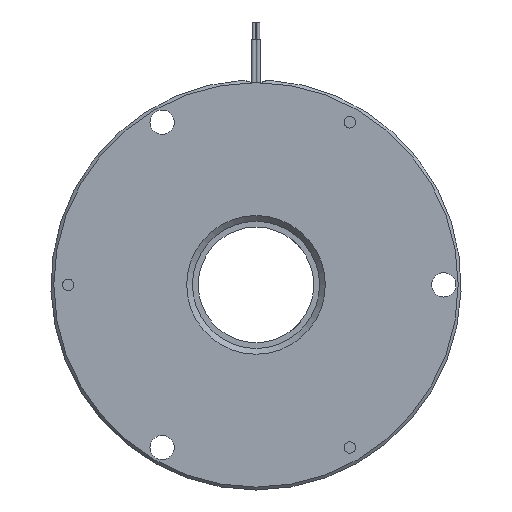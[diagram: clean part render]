
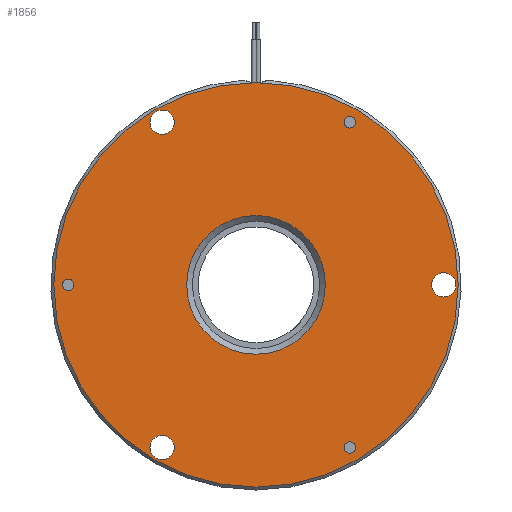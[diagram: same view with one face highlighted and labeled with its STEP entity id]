
A CAD part, left-side view. The second image highlights one B-rep face of the part: STEP entity #1856.
In plain terms, the highlighted planar face has unit normal (-1, 0, 0).
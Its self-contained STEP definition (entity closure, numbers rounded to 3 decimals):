
#17 = DIRECTION ( 'NONE',  ( -1., 0., 0. ) ) ;
#19 = AXIS2_PLACEMENT_3D ( 'NONE', #2062, #2442, #3435 ) ;
#72 = VERTEX_POINT ( 'NONE', #1132 ) ;
#89 = CIRCLE ( 'NONE', #1661, 35. ) ;
#113 = EDGE_CURVE ( 'NONE', #72, #72, #3662, .T. ) ;
#126 = DIRECTION ( 'NONE',  ( 0., 0.866, 0.5 ) ) ;
#144 = DIRECTION ( 'NONE',  ( 1., 0., 0. ) ) ;
#173 = ORIENTED_EDGE ( 'NONE', *, *, #1407, .T. ) ;
#302 = AXIS2_PLACEMENT_3D ( 'NONE', #2561, #3636, #3920 ) ;
#361 = CARTESIAN_POINT ( 'NONE',  ( 0., -32.5, 0. ) ) ;
#431 = DIRECTION ( 'NONE',  ( 1., 0., 0. ) ) ;
#477 = CARTESIAN_POINT ( 'NONE',  ( 0., 16.25, 26.046 ) ) ;
#644 = VERTEX_POINT ( 'NONE', #2755 ) ;
#652 = AXIS2_PLACEMENT_3D ( 'NONE', #3140, #2370, #1332 ) ;
#663 = EDGE_LOOP ( 'NONE', ( #2124 ) ) ;
#857 = EDGE_CURVE ( 'NONE', #2416, #2416, #3191, .T. ) ;
#922 = VERTEX_POINT ( 'NONE', #3937 ) ;
#1028 = CIRCLE ( 'NONE', #302, 2.1 ) ;
#1031 = AXIS2_PLACEMENT_3D ( 'NONE', #3572, #144, #1184 ) ;
#1132 = CARTESIAN_POINT ( 'NONE',  ( 0., 32.5, -1. ) ) ;
#1163 = ORIENTED_EDGE ( 'NONE', *, *, #1617, .T. ) ;
#1184 = DIRECTION ( 'NONE',  ( 0., 0., -1. ) ) ;
#1195 = CARTESIAN_POINT ( 'NONE',  ( 0., 32.5, 0. ) ) ;
#1201 = CARTESIAN_POINT ( 'NONE',  ( 0., -30.681, 1.05 ) ) ;
#1218 = PLANE ( 'NONE',  #2016 ) ;
#1259 = FACE_BOUND ( 'NONE', #2592, .T. ) ;
#1262 = AXIS2_PLACEMENT_3D ( 'NONE', #3500, #17, #1779 ) ;
#1280 = FACE_OUTER_BOUND ( 'NONE', #2950, .T. ) ;
#1332 = DIRECTION ( 'NONE',  ( 0., -0.866, 0.5 ) ) ;
#1371 = EDGE_LOOP ( 'NONE', ( #2157 ) ) ;
#1407 = EDGE_CURVE ( 'NONE', #644, #644, #89, .T. ) ;
#1612 = FACE_BOUND ( 'NONE', #1656, .T. ) ;
#1617 = EDGE_CURVE ( 'NONE', #3459, #3459, #2441, .T. ) ;
#1656 = EDGE_LOOP ( 'NONE', ( #3574 ) ) ;
#1661 = AXIS2_PLACEMENT_3D ( 'NONE', #1812, #3491, #3855 ) ;
#1698 = EDGE_LOOP ( 'NONE', ( #1838 ) ) ;
#1744 = AXIS2_PLACEMENT_3D ( 'NONE', #1195, #3929, #2553 ) ;
#1779 = DIRECTION ( 'NONE',  ( 0., 0., 1. ) ) ;
#1812 = CARTESIAN_POINT ( 'NONE',  ( 0., 0., 0. ) ) ;
#1833 = CARTESIAN_POINT ( 'NONE',  ( 0., -17.116, -27.646 ) ) ;
#1838 = ORIENTED_EDGE ( 'NONE', *, *, #2939, .T. ) ;
#1855 = VERTEX_POINT ( 'NONE', #477 ) ;
#1856 = ADVANCED_FACE ( 'NONE', ( #3338, #2642, #3278, #1259, #3629, #2575, #1612, #1280 ), #1218, .F. ) ;
#2016 = AXIS2_PLACEMENT_3D ( 'NONE', #3994, #2981, #4020 ) ;
#2062 = CARTESIAN_POINT ( 'NONE',  ( 0., -16.25, 28.146 ) ) ;
#2063 = ORIENTED_EDGE ( 'NONE', *, *, #3011, .T. ) ;
#2079 = EDGE_LOOP ( 'NONE', ( #2063 ) ) ;
#2124 = ORIENTED_EDGE ( 'NONE', *, *, #2550, .T. ) ;
#2157 = ORIENTED_EDGE ( 'NONE', *, *, #113, .T. ) ;
#2370 = DIRECTION ( 'NONE',  ( 1., 0., 0. ) ) ;
#2416 = VERTEX_POINT ( 'NONE', #3484 ) ;
#2441 = CIRCLE ( 'NONE', #652, 1. ) ;
#2442 = DIRECTION ( 'NONE',  ( 1., 0., 0. ) ) ;
#2550 = EDGE_CURVE ( 'NONE', #922, #922, #1028, .T. ) ;
#2553 = DIRECTION ( 'NONE',  ( 0., 0., -1. ) ) ;
#2561 = CARTESIAN_POINT ( 'NONE',  ( 0., 16.25, -28.146 ) ) ;
#2575 = FACE_BOUND ( 'NONE', #1371, .T. ) ;
#2592 = EDGE_LOOP ( 'NONE', ( #1163 ) ) ;
#2642 = FACE_BOUND ( 'NONE', #1698, .T. ) ;
#2673 = EDGE_LOOP ( 'NONE', ( #3674 ) ) ;
#2755 = CARTESIAN_POINT ( 'NONE',  ( 0., 0., 35. ) ) ;
#2917 = CARTESIAN_POINT ( 'NONE',  ( 0., -15.384, 28.646 ) ) ;
#2925 = EDGE_CURVE ( 'NONE', #3550, #3550, #2959, .T. ) ;
#2939 = EDGE_CURVE ( 'NONE', #4276, #4276, #3671, .T. ) ;
#2950 = EDGE_LOOP ( 'NONE', ( #173 ) ) ;
#2959 = CIRCLE ( 'NONE', #19, 1. ) ;
#2981 = DIRECTION ( 'NONE',  ( 1., 0., 0. ) ) ;
#3011 = EDGE_CURVE ( 'NONE', #1855, #1855, #4244, .T. ) ;
#3140 = CARTESIAN_POINT ( 'NONE',  ( 0., -16.25, -28.146 ) ) ;
#3191 = CIRCLE ( 'NONE', #1262, 12. ) ;
#3278 = FACE_BOUND ( 'NONE', #2079, .T. ) ;
#3338 = FACE_BOUND ( 'NONE', #663, .T. ) ;
#3435 = DIRECTION ( 'NONE',  ( 0., 0.866, 0.5 ) ) ;
#3459 = VERTEX_POINT ( 'NONE', #1833 ) ;
#3484 = CARTESIAN_POINT ( 'NONE',  ( 0., 0., 12. ) ) ;
#3491 = DIRECTION ( 'NONE',  ( -1., 0., 0. ) ) ;
#3500 = CARTESIAN_POINT ( 'NONE',  ( 0., 0., 0. ) ) ;
#3550 = VERTEX_POINT ( 'NONE', #2917 ) ;
#3572 = CARTESIAN_POINT ( 'NONE',  ( 0., 16.25, 28.146 ) ) ;
#3574 = ORIENTED_EDGE ( 'NONE', *, *, #857, .F. ) ;
#3629 = FACE_BOUND ( 'NONE', #2673, .T. ) ;
#3636 = DIRECTION ( 'NONE',  ( 1., 0., 0. ) ) ;
#3662 = CIRCLE ( 'NONE', #1744, 1. ) ;
#3671 = CIRCLE ( 'NONE', #4237, 2.1 ) ;
#3674 = ORIENTED_EDGE ( 'NONE', *, *, #2925, .T. ) ;
#3855 = DIRECTION ( 'NONE',  ( 0., 0., 1. ) ) ;
#3920 = DIRECTION ( 'NONE',  ( 0., -0.866, 0.5 ) ) ;
#3929 = DIRECTION ( 'NONE',  ( 1., 0., 0. ) ) ;
#3937 = CARTESIAN_POINT ( 'NONE',  ( 0., 14.431, -27.096 ) ) ;
#3994 = CARTESIAN_POINT ( 'NONE',  ( 0., 12., 0. ) ) ;
#4020 = DIRECTION ( 'NONE',  ( 0., 0., -1. ) ) ;
#4237 = AXIS2_PLACEMENT_3D ( 'NONE', #361, #431, #126 ) ;
#4244 = CIRCLE ( 'NONE', #1031, 2.1 ) ;
#4276 = VERTEX_POINT ( 'NONE', #1201 ) ;
